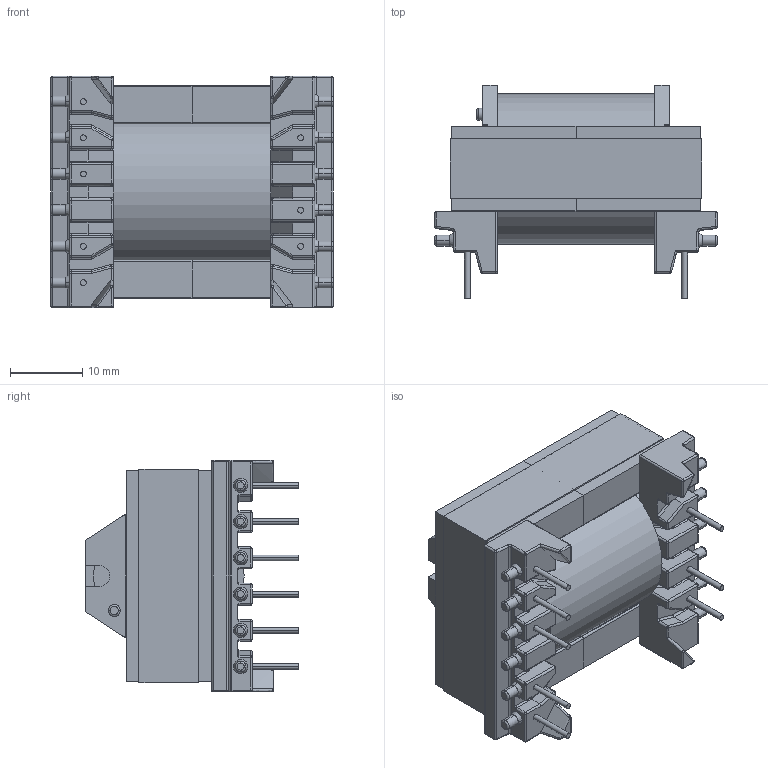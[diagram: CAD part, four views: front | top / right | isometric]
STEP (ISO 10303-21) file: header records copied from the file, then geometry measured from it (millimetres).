
FILE_DESCRIPTION (( 'STEP AP214' ), '1' );
FILE_NAME ('ER28-17_5652_MP3-7-9-12.STEP', '2021-07-01T19:40:50', ( '' ), ( '' ), 'SwSTEP 2.0', 'SolidWorks 2017', '' );
FILE_SCHEMA (( 'AUTOMOTIVE_DESIGN' ));
Length unit declared in the file: millimetre
Products named in the file (5): ER28-17_5652_MP3-7-9-12; 070-5652_6B; 070-5652_coil; 150-2504_6A; 440-9991-2504
Assembly tree (5 placements, depth 2):
  ER28-17_5652_MP3-7-9-12
    070-5652_6B
    070-5652_coil
    150-2504_6A  x2
    440-9991-2504
Bounding box: 39 x 29.5 x 32 mm (x, y, z)
Volume: 16672.7 mm3; surface area: 14500 mm2
Topology: 5 solids, 5 shells, 562 faces, 1341 edges, 771 vertices
Faces by surface type: cylinder 247, plane 140, torus 69, sphere 46, bspline 36, cone 24
Entity records: 16543 total; most frequent: CARTESIAN_POINT 4086, DIRECTION 2618, ORIENTED_EDGE 2472, EDGE_CURVE 1236, AXIS2_PLACEMENT_3D 1021, VERTEX_POINT 729, LINE 576, VECTOR 576
